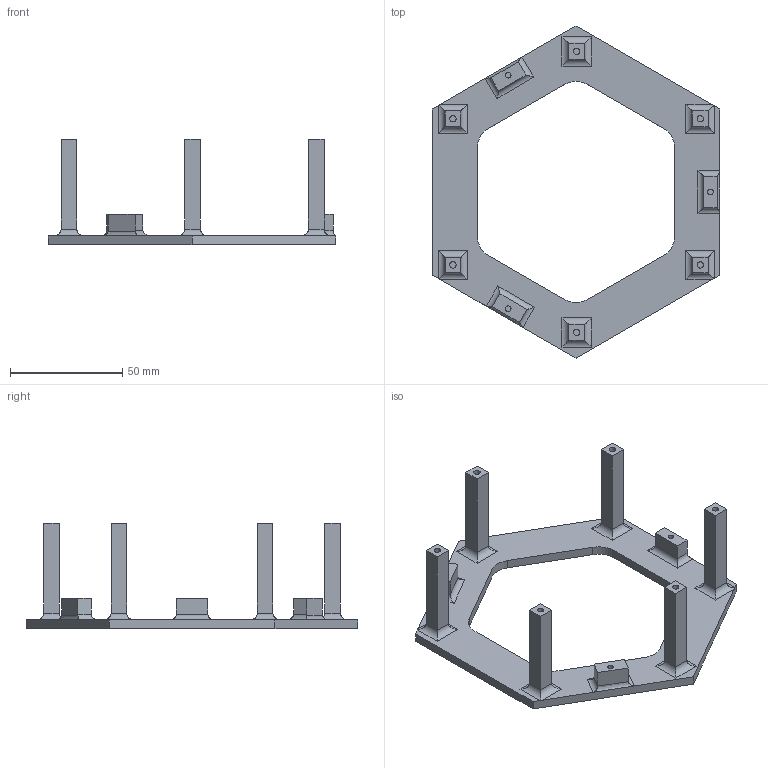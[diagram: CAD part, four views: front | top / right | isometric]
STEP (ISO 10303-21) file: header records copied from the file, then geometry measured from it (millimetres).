
FILE_DESCRIPTION(/* description */ (''),/* implementation_level */ '2;1');
FILE_NAME(/* name */ 'Lower Cage.step',/* time_stamp */ '2025-04-13T15:23:16+02:00',/* author */ (''),/* organization */ (''),/* preprocessor_version */ 'ST-DEVELOPER v20.1',/* originating_system */ 'Autodesk Translation Framework v14.4.0.0',/* authorisation */ '');
FILE_SCHEMA (('AUTOMOTIVE_DESIGN { 1 0 10303 214 3 1 1 }'));
Length unit declared in the file: centimetre
Products named in the file (1): Lower Cage
Bounding box: 127.87 x 147.65 x 47 mm (x, y, z)
Volume: 44039.2 mm3; surface area: 28602.3 mm2
Topology: 1 solids, 1 shells, 119 faces, 282 edges, 176 vertices
Faces by surface type: plane 68, cylinder 49, bspline 2
Full cylindrical faces by diameter (mm): 2.501 x3, 2.839 x6
Entity records: 3524 total; most frequent: CARTESIAN_POINT 716, DIRECTION 584, ORIENTED_EDGE 564, EDGE_CURVE 282, LINE 200, VECTOR 200, AXIS2_PLACEMENT_3D 192, VERTEX_POINT 176
